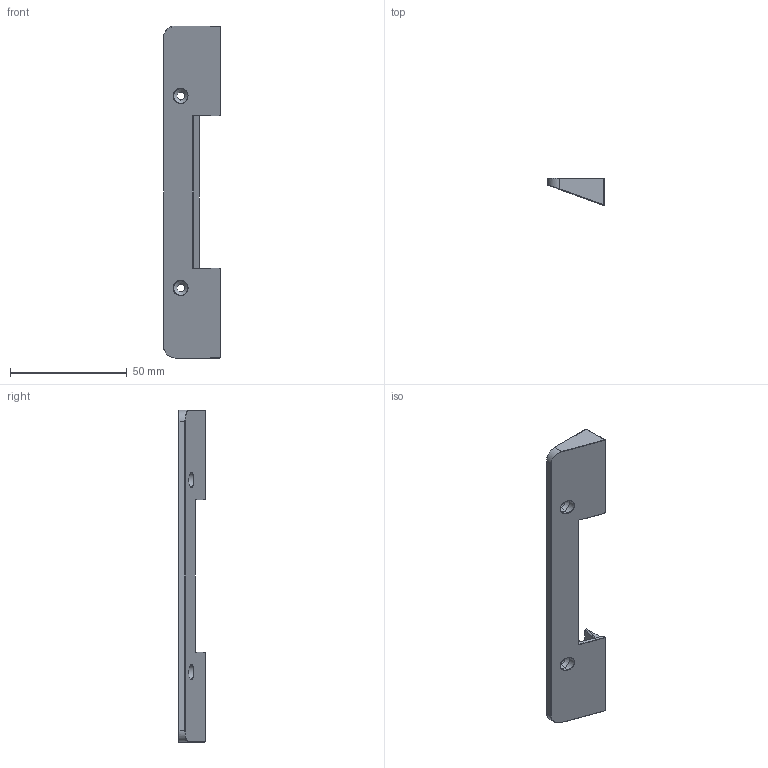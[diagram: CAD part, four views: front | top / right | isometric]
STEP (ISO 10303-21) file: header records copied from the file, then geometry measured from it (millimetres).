
FILE_DESCRIPTION (( 'STEP AP214' ), '1' );
FILE_NAME ('Camera guard.STEP', '2025-08-09T06:12:37', ( '' ), ( '' ), 'SwSTEP 2.0', 'SolidWorks 2021', '' );
FILE_SCHEMA (( 'AUTOMOTIVE_DESIGN' ));
Length unit declared in the file: millimetre
Products named in the file (1): Camera guard
Bounding box: 24.42 x 11.57 x 142.4 mm (x, y, z)
Volume: 16538.6 mm3; surface area: 8497.2 mm2
Topology: 1 solids, 1 shells, 95 faces, 231 edges, 135 vertices
Faces by surface type: cylinder 30, plane 28, bspline 17, torus 11, cone 8, sphere 1
Entity records: 5151 total; most frequent: CARTESIAN_POINT 3059, ORIENTED_EDGE 456, DIRECTION 388, EDGE_CURVE 228, AXIS2_PLACEMENT_3D 144, VERTEX_POINT 135, VECTOR 100, LINE 100
